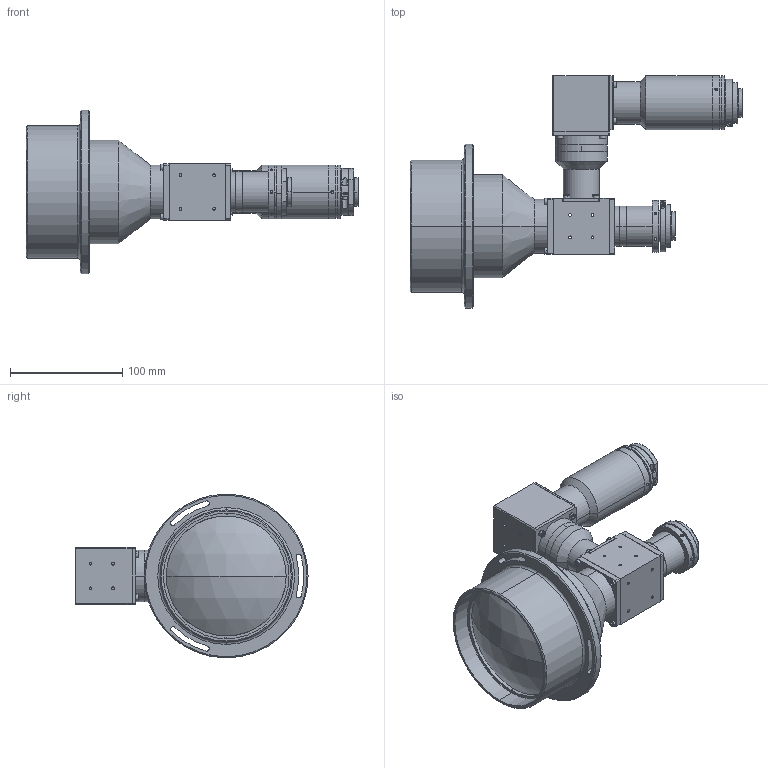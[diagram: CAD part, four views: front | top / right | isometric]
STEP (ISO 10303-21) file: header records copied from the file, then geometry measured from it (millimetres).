
FILE_DESCRIPTION (( 'STEP AP203' ), '1' );
FILE_NAME ('XF-10MDT0158063X150-DSS-L90Y.STEP', '2021-06-30T10:17:07', ( '' ), ( '' ), 'SwSTEP 2.0', 'SolidWorks 2018', '' );
FILE_SCHEMA (( 'CONFIG_CONTROL_DESIGN' ));
Length unit declared in the file: millimetre
Products named in the file (1): XF-10MDT0158063X150-DSS-L90Y
Bounding box: 296.06 x 207 x 146 mm (x, y, z)
Surface area: 154196.8 mm2 (no closed solid volume)
Topology: 0 solids, 64 shells, 541 faces, 1598 edges, 1102 vertices
Faces by surface type: plane 242, cylinder 193, torus 62, cone 40, sphere 4
Entity records: 18884 total; most frequent: CARTESIAN_POINT 4220, DIRECTION 3243, ORIENTED_EDGE 2555, EDGE_CURVE 1572, AXIS2_PLACEMENT_3D 1205, VERTEX_POINT 1102, LINE 833, VECTOR 833
